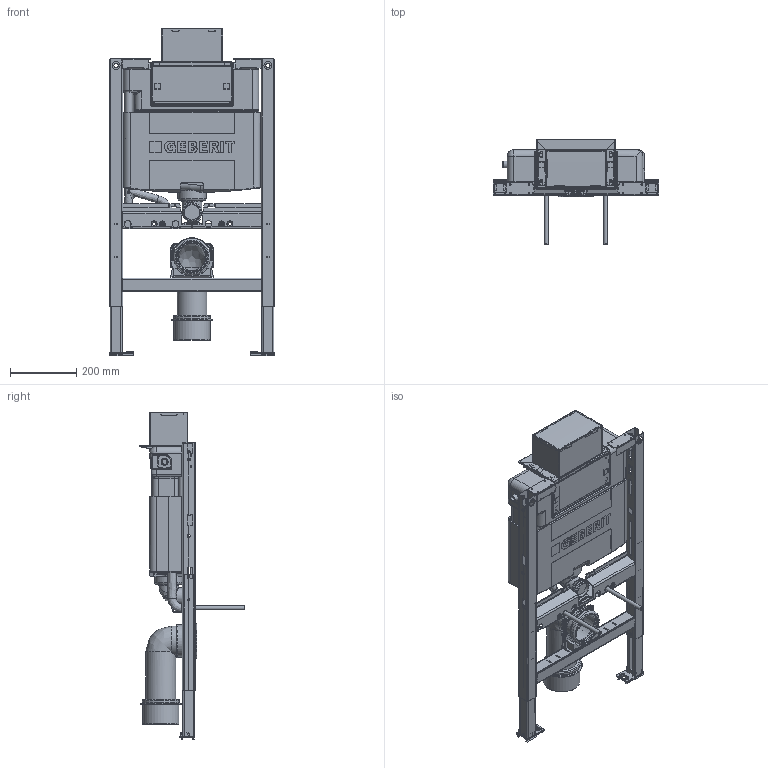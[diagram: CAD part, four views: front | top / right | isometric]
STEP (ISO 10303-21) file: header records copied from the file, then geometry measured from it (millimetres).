
FILE_DESCRIPTION(/* description */ ('CATIA V6 STEP'),/* implementation_level */ '2;1');
FILE_NAME(/* name */ '111015.stp',/* time_stamp */ '2025-12-16T09:58:36+01:00',/* author */ ('none'),/* organization */ ('none'),/* preprocessor_version */ 'ST-DEVELOPER v20',/* originating_system */ 'Autodesk Inventor 2023',/* authorisation */ 'none');
FILE_SCHEMA (('AUTOMOTIVE_DESIGN { 1 0 10303 214 3 1 1 }'));
Length unit declared in the file: millimetre
Products named in the file (31): DF WC Ome12 H82 90/110 4.5/3L Reece AU; element DF WC H82_5_A; frame WC wld_6_A; sq pressure crossbar WC_M; crossbar top_C; square profile left 40x40_B; sq profile right 40x40_B; tension crossbar WC mach_7_C; foot left compl w/ T-slot nut 500x13_8_E; 3DShapeO.1; foot right compl w/ T-slot nut 500x13_9_F; C-profile foot 500x13_B; 3DShapeL.1; element DF WC H82 w/C/C Omega DWC_0_03; C/C Omega H82 DWC mounted_1_01; 812.547_30151835; 3DShape13.1; 3DShape10.1; 890.028_Verschlusstopfen; 30236717_CPP_000_ANJA; support bracket_C; 858.037_1007073224_Vereinfachen_1; insulation_A; 30005190_CPP_000_08___Anschlussbogen PE-HD d90 f DF Rohling; 367.928.16.0 nach; protection cover_12_01; protection box_13; 3DShape10.1_1; 38135165_CPP_000_10___insertion plate; 1005554421_threaded rod M12x180; 883.802_Eckventil
Assembly tree (33 placements, depth 4):
  DF WC Ome12 H82 90/110 4.5/3L Reece AU
    element DF WC H82_5_A
      frame WC wld_6_A
        sq pressure crossbar WC_M
        crossbar top_C  x2
        square profile left 40x40_B
        sq profile right 40x40_B
        tension crossbar WC mach_7_C
      foot left compl w/ T-slot nut 500x13_8_E
        C-profile foot 500x13_B
        3DShapeO.1
      foot right compl w/ T-slot nut 500x13_9_F
        C-profile foot 500x13_B
        3DShapeL.1
    element DF WC H82 w/C/C Omega DWC_0_03
      C/C Omega H82 DWC mounted_1_01
        812.547_30151835
        3DShape13.1
        3DShape10.1
        890.028_Verschlusstopfen
      30236717_CPP_000_ANJA
    support bracket_C
    858.037_1007073224_Vereinfachen_1
    insulation_A
    30005190_CPP_000_08___Anschlussbogen PE-HD d90 f DF Rohling
    367.928.16.0 nach
    protection cover_12_01
      protection box_13
      3DShape10.1_1
    38135165_CPP_000_10___insertion plate
    1005554421_threaded rod M12x180  x2
    883.802_Eckventil
Bounding box: 500 x 320 x 993.45 mm (x, y, z)
Volume: 17488319 mm3; surface area: 2729247.4 mm2
Topology: 26 solids, 28 shells, 3819 faces, 9968 edges, 6101 vertices
Faces by surface type: plane 1759, cylinder 1241, bspline 477, torus 195, sphere 80, cone 67
Full cylindrical faces by diameter (mm): 2 x1, 4.7 x12, 5 x3, 5.5 x3, 6 x17, 11.25 x4, 12 x2, 13 x2, 15 x1, 17.25 x4, 21 x1, 22 x2, 24 x2, 35 x1, 35.7 x2, 36.6 x1, 42 x1, 45.7 x1, 51.7 x2, 52.7 x1, 59 x1, 83.025 x2, 85 x1, 90.375 x2, 91.45 x2, 92.193 x1, 92.2 x1, 98.2 x3, 101.35 x1, 104.3 x2
Entity records: 148113 total; most frequent: CARTESIAN_POINT 57470, ORIENTED_EDGE 19090, DIRECTION 18258, EDGE_CURVE 9545, AXIS2_PLACEMENT_3D 6285, VERTEX_POINT 5907, LINE 5688, VECTOR 5688
